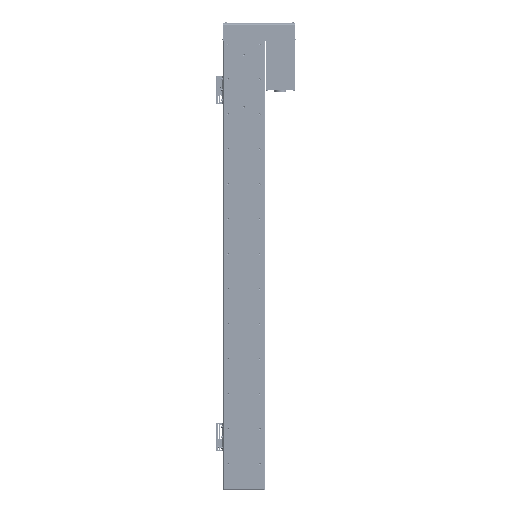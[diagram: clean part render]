
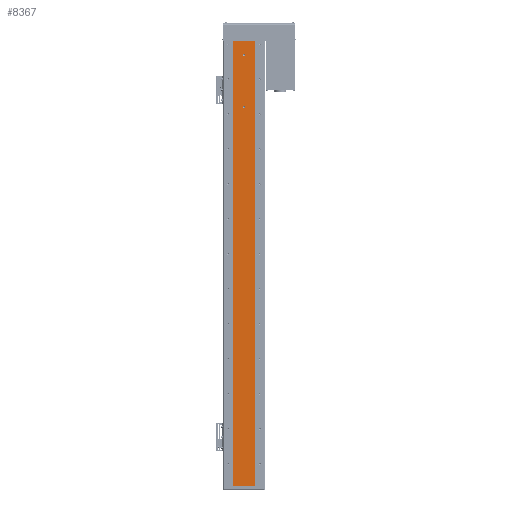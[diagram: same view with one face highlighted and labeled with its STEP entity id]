
A CAD part, front view. The second image highlights one B-rep face of the part: STEP entity #8367.
In plain terms, the highlighted planar face has unit normal (0, -1, 0).
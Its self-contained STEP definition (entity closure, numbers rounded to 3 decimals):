
#2941 = AXIS2_PLACEMENT_3D ( 'NONE', #50116, #116260, #59613 ) ;
#3964 = CARTESIAN_POINT ( 'NONE',  ( 0., 0., -40. ) ) ;
#4550 = CARTESIAN_POINT ( 'NONE',  ( -31., 0., -1374. ) ) ;
#5363 = AXIS2_PLACEMENT_3D ( 'NONE', #23443, #89801, #32943 ) ;
#5392 = EDGE_CURVE ( 'NONE', #110504, #121938, #94833, .T. ) ;
#5743 = DIRECTION ( 'NONE',  ( 1., 0., 0. ) ) ;
#6652 = DIRECTION ( 'NONE',  ( 0., 0., -1. ) ) ;
#7022 = CIRCLE ( 'NONE', #2941, 3. ) ;
#7066 = ORIENTED_EDGE ( 'NONE', *, *, #76770, .F. ) ;
#8367 = ADVANCED_FACE ( 'NONE', ( #21030, #43288, #71459 ), #71084, .T. ) ;
#9081 = DIRECTION ( 'NONE',  ( 0., 0., 1. ) ) ;
#13609 = DIRECTION ( 'NONE',  ( 0., 0., -1. ) ) ;
#14237 = DIRECTION ( 'NONE',  ( 0., -1., 0. ) ) ;
#15932 = VECTOR ( 'NONE', #122721, 1000. ) ;
#20037 = AXIS2_PLACEMENT_3D ( 'NONE', #4550, #14237, #80591 ) ;
#20535 = ORIENTED_EDGE ( 'NONE', *, *, #59192, .T. ) ;
#21030 = FACE_BOUND ( 'NONE', #72142, .T. ) ;
#23443 = CARTESIAN_POINT ( 'NONE',  ( 0., 0., -190. ) ) ;
#26028 = VECTOR ( 'NONE', #5743, 1000. ) ;
#26944 = CARTESIAN_POINT ( 'NONE',  ( -31., 0., 0. ) ) ;
#28538 = CARTESIAN_POINT ( 'NONE',  ( -31., 0., -1274. ) ) ;
#28936 = EDGE_CURVE ( 'NONE', #120890, #41625, #86303, .T. ) ;
#30885 = ORIENTED_EDGE ( 'NONE', *, *, #28936, .F. ) ;
#32010 = CARTESIAN_POINT ( 'NONE',  ( 31., 0., -1274. ) ) ;
#32943 = DIRECTION ( 'NONE',  ( 0., 0., -1. ) ) ;
#41093 = CARTESIAN_POINT ( 'NONE',  ( 0., 0., -43. ) ) ;
#41284 = ORIENTED_EDGE ( 'NONE', *, *, #5392, .F. ) ;
#41625 = VERTEX_POINT ( 'NONE', #74073 ) ;
#43288 = FACE_BOUND ( 'NONE', #88370, .T. ) ;
#44940 = CARTESIAN_POINT ( 'NONE',  ( 0., 0., -193. ) ) ;
#47198 = LINE ( 'NONE', #95127, #15932 ) ;
#50116 = CARTESIAN_POINT ( 'NONE',  ( 0., 0., -40. ) ) ;
#51407 = CIRCLE ( 'NONE', #93245, 3. ) ;
#56029 = EDGE_CURVE ( 'NONE', #112640, #110105, #93153, .T. ) ;
#56122 = ORIENTED_EDGE ( 'NONE', *, *, #57174, .F. ) ;
#57174 = EDGE_CURVE ( 'NONE', #41625, #120890, #51407, .T. ) ;
#59101 = AXIS2_PLACEMENT_3D ( 'NONE', #3964, #70463, #13609 ) ;
#59192 = EDGE_CURVE ( 'NONE', #112640, #104248, #98460, .T. ) ;
#59613 = DIRECTION ( 'NONE',  ( 0., 0., -1. ) ) ;
#63610 = DIRECTION ( 'NONE',  ( 0., -1., 0. ) ) ;
#67988 = ORIENTED_EDGE ( 'NONE', *, *, #56029, .F. ) ;
#70463 = DIRECTION ( 'NONE',  ( 0., -1., 0. ) ) ;
#70978 = ORIENTED_EDGE ( 'NONE', *, *, #121431, .F. ) ;
#71084 = PLANE ( 'NONE',  #20037 ) ;
#71459 = FACE_OUTER_BOUND ( 'NONE', #88473, .T. ) ;
#72142 = EDGE_LOOP ( 'NONE', ( #88756, #41284 ) ) ;
#73240 = VECTOR ( 'NONE', #9081, 1000. ) ;
#74073 = CARTESIAN_POINT ( 'NONE',  ( 0., 0., -187. ) ) ;
#75133 = CARTESIAN_POINT ( 'NONE',  ( 31., 0., -1374. ) ) ;
#76209 = EDGE_CURVE ( 'NONE', #121938, #110504, #7022, .T. ) ;
#76770 = EDGE_CURVE ( 'NONE', #110105, #110799, #47198, .T. ) ;
#80591 = DIRECTION ( 'NONE',  ( 0., 0., -1. ) ) ;
#86303 = CIRCLE ( 'NONE', #5363, 3. ) ;
#88370 = EDGE_LOOP ( 'NONE', ( #30885, #56122 ) ) ;
#88473 = EDGE_LOOP ( 'NONE', ( #67988, #20535, #70978, #7066 ) ) ;
#88756 = ORIENTED_EDGE ( 'NONE', *, *, #76209, .F. ) ;
#88859 = CARTESIAN_POINT ( 'NONE',  ( 0., 0., -37. ) ) ;
#89801 = DIRECTION ( 'NONE',  ( 0., -1., 0. ) ) ;
#90193 = VECTOR ( 'NONE', #94904, 1000. ) ;
#93153 = LINE ( 'NONE', #28538, #90193 ) ;
#93245 = AXIS2_PLACEMENT_3D ( 'NONE', #120219, #63610, #6652 ) ;
#94833 = CIRCLE ( 'NONE', #59101, 3. ) ;
#94904 = DIRECTION ( 'NONE',  ( -1., 0., 0. ) ) ;
#95127 = CARTESIAN_POINT ( 'NONE',  ( -31., 0., -1374. ) ) ;
#98460 = LINE ( 'NONE', #75133, #73240 ) ;
#100812 = CARTESIAN_POINT ( 'NONE',  ( -31., 0., 0. ) ) ;
#101664 = LINE ( 'NONE', #100812, #26028 ) ;
#104248 = VERTEX_POINT ( 'NONE', #106373 ) ;
#106373 = CARTESIAN_POINT ( 'NONE',  ( 31., 0., 0. ) ) ;
#110105 = VERTEX_POINT ( 'NONE', #112817 ) ;
#110504 = VERTEX_POINT ( 'NONE', #88859 ) ;
#110799 = VERTEX_POINT ( 'NONE', #26944 ) ;
#112640 = VERTEX_POINT ( 'NONE', #32010 ) ;
#112817 = CARTESIAN_POINT ( 'NONE',  ( -31., 0., -1274. ) ) ;
#116260 = DIRECTION ( 'NONE',  ( 0., -1., 0. ) ) ;
#120219 = CARTESIAN_POINT ( 'NONE',  ( 0., 0., -190. ) ) ;
#120890 = VERTEX_POINT ( 'NONE', #44940 ) ;
#121431 = EDGE_CURVE ( 'NONE', #110799, #104248, #101664, .T. ) ;
#121938 = VERTEX_POINT ( 'NONE', #41093 ) ;
#122721 = DIRECTION ( 'NONE',  ( 0., 0., 1. ) ) ;
